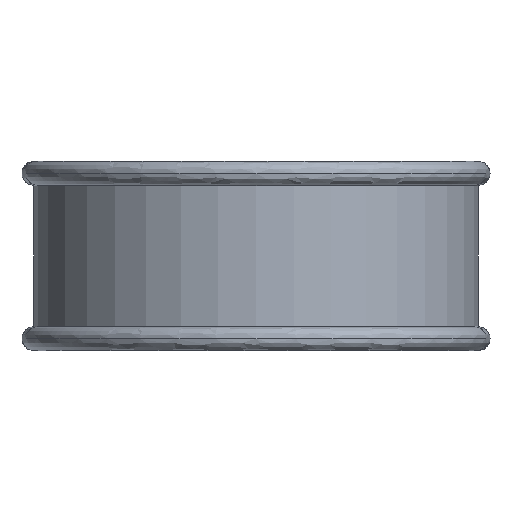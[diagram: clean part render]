
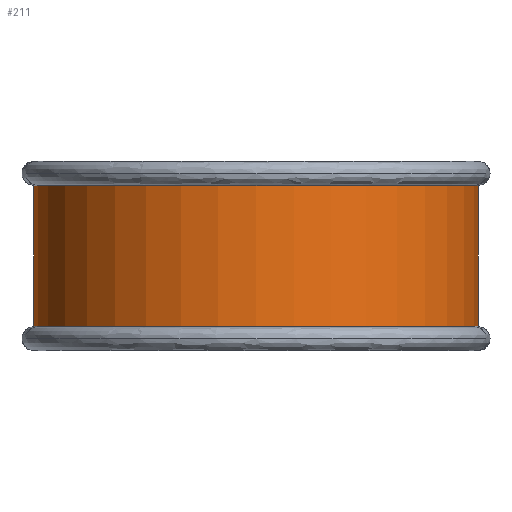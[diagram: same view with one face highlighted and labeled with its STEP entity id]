
A CAD part, front view. The second image highlights one B-rep face of the part: STEP entity #211.
In plain terms, the highlighted cylindrical face has radius 47 mm (diameter 94 mm), a partial arc.
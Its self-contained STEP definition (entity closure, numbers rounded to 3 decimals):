
#69 = CARTESIAN_POINT ( 'NONE',  ( 46.989, -1., -14.807 ) ) ;
#136 = EDGE_CURVE ( 'NONE', #1874, #1821, #1899, .T. ) ;
#209 = CARTESIAN_POINT ( 'NONE',  ( 46.989, -1., 14.807 ) ) ;
#211 = ADVANCED_FACE ( 'NONE', ( #1337 ), #1273, .T. ) ;
#262 = CARTESIAN_POINT ( 'NONE',  ( 0., 0., 14.807 ) ) ;
#270 = AXIS2_PLACEMENT_3D ( 'NONE', #262, #772, #1453 ) ;
#336 = EDGE_CURVE ( 'NONE', #1305, #2356, #2756, .T. ) ;
#381 = CARTESIAN_POINT ( 'NONE',  ( 0., 0., 0. ) ) ;
#494 = AXIS2_PLACEMENT_3D ( 'NONE', #381, #1318, #1035 ) ;
#695 = ORIENTED_EDGE ( 'NONE', *, *, #2288, .T. ) ;
#772 = DIRECTION ( 'NONE',  ( 0., 0., -1. ) ) ;
#778 = CARTESIAN_POINT ( 'NONE',  ( -46.989, -1., -14.807 ) ) ;
#1035 = DIRECTION ( 'NONE',  ( -1., 0., 0. ) ) ;
#1080 = DIRECTION ( 'NONE',  ( 0., 0., 1. ) ) ;
#1095 = CARTESIAN_POINT ( 'NONE',  ( 46.989, -1., 0. ) ) ;
#1100 = EDGE_LOOP ( 'NONE', ( #2114, #2173, #1758, #695 ) ) ;
#1107 = AXIS2_PLACEMENT_3D ( 'NONE', #1601, #1121, #2287 ) ;
#1121 = DIRECTION ( 'NONE',  ( 0., 0., 1. ) ) ;
#1191 = CARTESIAN_POINT ( 'NONE',  ( -46.989, -1., 0. ) ) ;
#1273 = CYLINDRICAL_SURFACE ( 'NONE', #494, 47. ) ;
#1305 = VERTEX_POINT ( 'NONE', #69 ) ;
#1318 = DIRECTION ( 'NONE',  ( 0., 0., -1. ) ) ;
#1333 = VECTOR ( 'NONE', #1934, 1000. ) ;
#1337 = FACE_OUTER_BOUND ( 'NONE', #1100, .T. ) ;
#1453 = DIRECTION ( 'NONE',  ( -1., 0., 0. ) ) ;
#1586 = EDGE_CURVE ( 'NONE', #2356, #1874, #1593, .T. ) ;
#1593 = CIRCLE ( 'NONE', #270, 47. ) ;
#1601 = CARTESIAN_POINT ( 'NONE',  ( 0., 0., -14.807 ) ) ;
#1758 = ORIENTED_EDGE ( 'NONE', *, *, #136, .T. ) ;
#1821 = VERTEX_POINT ( 'NONE', #778 ) ;
#1874 = VERTEX_POINT ( 'NONE', #2643 ) ;
#1899 = LINE ( 'NONE', #1191, #1333 ) ;
#1934 = DIRECTION ( 'NONE',  ( 0., 0., -1. ) ) ;
#2114 = ORIENTED_EDGE ( 'NONE', *, *, #336, .T. ) ;
#2173 = ORIENTED_EDGE ( 'NONE', *, *, #1586, .T. ) ;
#2287 = DIRECTION ( 'NONE',  ( -1., 0., 0. ) ) ;
#2288 = EDGE_CURVE ( 'NONE', #1821, #1305, #2422, .T. ) ;
#2347 = VECTOR ( 'NONE', #1080, 1000. ) ;
#2356 = VERTEX_POINT ( 'NONE', #209 ) ;
#2422 = CIRCLE ( 'NONE', #1107, 47. ) ;
#2643 = CARTESIAN_POINT ( 'NONE',  ( -46.989, -1., 14.807 ) ) ;
#2756 = LINE ( 'NONE', #1095, #2347 ) ;
